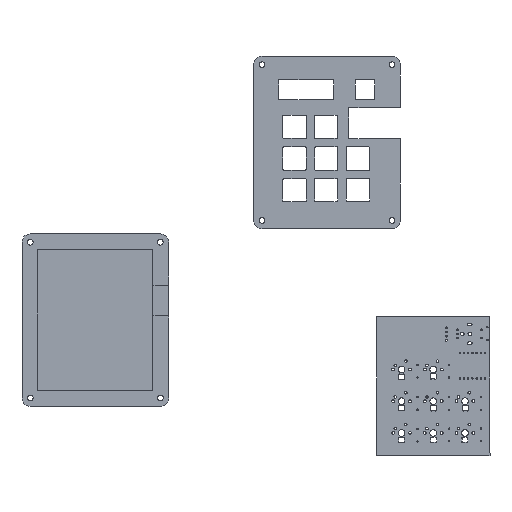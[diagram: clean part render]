
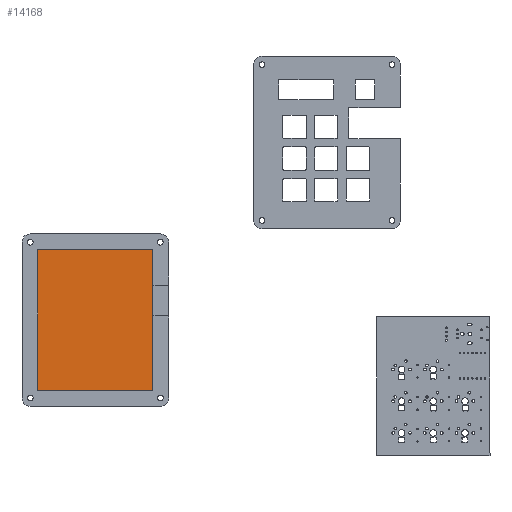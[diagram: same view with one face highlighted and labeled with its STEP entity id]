
A CAD part, top view. The second image highlights one B-rep face of the part: STEP entity #14168.
In plain terms, the highlighted planar face has unit normal (0, 0, 1).
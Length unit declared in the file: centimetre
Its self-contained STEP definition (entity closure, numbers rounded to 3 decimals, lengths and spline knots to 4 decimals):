
#980=PLANE('',#15008);
#1301=FACE_OUTER_BOUND('',#2071,.T.);
#2071=EDGE_LOOP('',(#9699,#9700,#9701,#9702));
#3101=LINE('',#19449,#4351);
#3103=LINE('',#19453,#4353);
#3104=LINE('',#19455,#4354);
#3105=LINE('',#19456,#4355);
#4351=VECTOR('',#16112,1.);
#4353=VECTOR('',#16116,1.);
#4354=VECTOR('',#16117,1.);
#4355=VECTOR('',#16118,1.);
#6075=VERTEX_POINT('',#19446);
#6076=VERTEX_POINT('',#19448);
#6077=VERTEX_POINT('',#19452);
#6078=VERTEX_POINT('',#19454);
#7520=EDGE_CURVE('',#6075,#6076,#3101,.T.);
#7522=EDGE_CURVE('',#6076,#6077,#3103,.T.);
#7523=EDGE_CURVE('',#6078,#6075,#3104,.T.);
#7524=EDGE_CURVE('',#6077,#6078,#3105,.T.);
#9699=ORIENTED_EDGE('',*,*,#7522,.F.);
#9700=ORIENTED_EDGE('',*,*,#7520,.F.);
#9701=ORIENTED_EDGE('',*,*,#7523,.F.);
#9702=ORIENTED_EDGE('',*,*,#7524,.F.);
#14168=ADVANCED_FACE('',(#1301),#980,.T.);
#15008=AXIS2_PLACEMENT_3D('',#19451,#16114,#16115);
#16112=DIRECTION('',(0.,-1.,0.));
#16114=DIRECTION('center_axis',(0.,0.,1.));
#16115=DIRECTION('ref_axis',(1.,0.,0.));
#16116=DIRECTION('',(-1.,0.,0.));
#16117=DIRECTION('',(1.,0.,0.));
#16118=DIRECTION('',(0.,1.,0.));
#19446=CARTESIAN_POINT('',(-0.08,5.,0.3));
#19448=CARTESIAN_POINT('',(-0.08,-3.456,0.3));
#19449=CARTESIAN_POINT('',(-0.08,2.886,0.3));
#19451=CARTESIAN_POINT('Origin',(-3.54,0.772,0.3));
#19452=CARTESIAN_POINT('',(-7.,-3.456,0.3));
#19453=CARTESIAN_POINT('',(-1.81,-3.456,0.3));
#19454=CARTESIAN_POINT('',(-7.,5.,0.3));
#19455=CARTESIAN_POINT('',(-5.27,5.,0.3));
#19456=CARTESIAN_POINT('',(-7.,-1.342,0.3));
